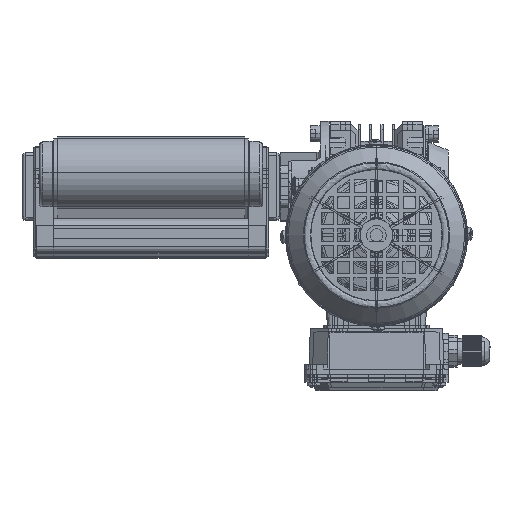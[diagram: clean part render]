
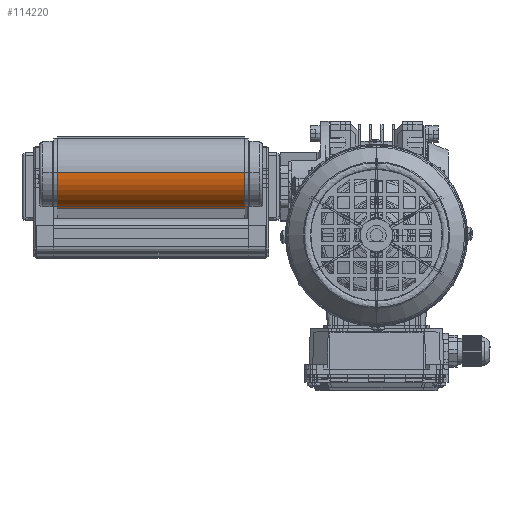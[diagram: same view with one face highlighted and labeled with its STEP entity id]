
A CAD part, top view. The second image highlights one B-rep face of the part: STEP entity #114220.
In plain terms, the highlighted cylindrical face has radius 22.3 mm (diameter 44.6 mm), a partial arc.
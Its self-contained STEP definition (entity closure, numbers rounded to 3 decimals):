
#3434 = DIRECTION ( 'NONE',  ( -1., 0., 0. ) ) ;
#12856 = EDGE_CURVE ( 'NONE', #30401, #165716, #62562, .T. ) ;
#13788 = ORIENTED_EDGE ( 'NONE', *, *, #146413, .T. ) ;
#14186 = VERTEX_POINT ( 'NONE', #30743 ) ;
#16481 = LINE ( 'NONE', #73984, #154166 ) ;
#17882 = DIRECTION ( 'NONE',  ( 1., 0., 0. ) ) ;
#22173 = DIRECTION ( 'NONE',  ( -1., 0., 0. ) ) ;
#30401 = VERTEX_POINT ( 'NONE', #58651 ) ;
#30743 = CARTESIAN_POINT ( 'NONE',  ( 117.5, 0., 4908.3 ) ) ;
#33239 = EDGE_CURVE ( 'NONE', #14186, #185195, #144641, .T. ) ;
#36318 = ORIENTED_EDGE ( 'NONE', *, *, #33239, .F. ) ;
#38822 = CARTESIAN_POINT ( 'NONE',  ( 117.5, -22.282, 4886.891 ) ) ;
#56945 = ORIENTED_EDGE ( 'NONE', *, *, #12856, .T. ) ;
#58651 = CARTESIAN_POINT ( 'NONE',  ( 2.5, 0., 4908.3 ) ) ;
#62562 = CIRCLE ( 'NONE', #177125, 22.3 ) ;
#65879 = DIRECTION ( 'NONE',  ( 0., 0., 1. ) ) ;
#73984 = CARTESIAN_POINT ( 'NONE',  ( 117.5, -22.282, 4886.891 ) ) ;
#77804 = CARTESIAN_POINT ( 'NONE',  ( 117.5, 0., 4886. ) ) ;
#81626 = DIRECTION ( 'NONE',  ( 0., 0., 1. ) ) ;
#91796 = FACE_OUTER_BOUND ( 'NONE', #131645, .T. ) ;
#99500 = CARTESIAN_POINT ( 'NONE',  ( 2.5, 0., 4886. ) ) ;
#114220 = ADVANCED_FACE ( 'NONE', ( #91796 ), #179624, .T. ) ;
#116094 = VECTOR ( 'NONE', #22173, 1000. ) ;
#118218 = EDGE_CURVE ( 'NONE', #185195, #165716, #16481, .T. ) ;
#119038 = AXIS2_PLACEMENT_3D ( 'NONE', #77804, #3434, #65879 ) ;
#124304 = DIRECTION ( 'NONE',  ( 0., 0., 1. ) ) ;
#131645 = EDGE_LOOP ( 'NONE', ( #36318, #13788, #56945, #159239 ) ) ;
#136854 = DIRECTION ( 'NONE',  ( -1., 0., 0. ) ) ;
#138752 = CARTESIAN_POINT ( 'NONE',  ( 2.5, -22.282, 4886.891 ) ) ;
#144641 = CIRCLE ( 'NONE', #192410, 22.3 ) ;
#146413 = EDGE_CURVE ( 'NONE', #14186, #30401, #158470, .T. ) ;
#154166 = VECTOR ( 'NONE', #136854, 1000. ) ;
#156148 = CARTESIAN_POINT ( 'NONE',  ( 117.5, 0., 4886. ) ) ;
#158470 = LINE ( 'NONE', #174396, #116094 ) ;
#159239 = ORIENTED_EDGE ( 'NONE', *, *, #118218, .F. ) ;
#160339 = DIRECTION ( 'NONE',  ( 1., 0., 0. ) ) ;
#165716 = VERTEX_POINT ( 'NONE', #138752 ) ;
#174396 = CARTESIAN_POINT ( 'NONE',  ( 117.5, 0., 4908.3 ) ) ;
#177125 = AXIS2_PLACEMENT_3D ( 'NONE', #99500, #160339, #81626 ) ;
#179624 = CYLINDRICAL_SURFACE ( 'NONE', #119038, 22.3 ) ;
#185195 = VERTEX_POINT ( 'NONE', #38822 ) ;
#192410 = AXIS2_PLACEMENT_3D ( 'NONE', #156148, #17882, #124304 ) ;
